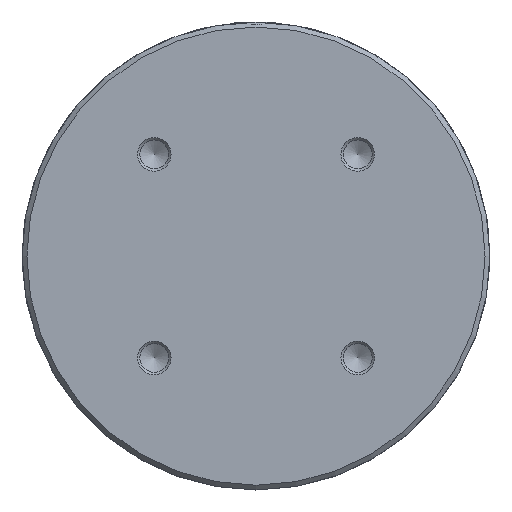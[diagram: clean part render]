
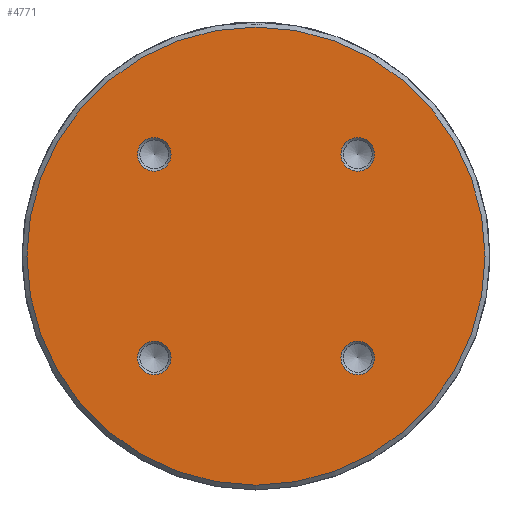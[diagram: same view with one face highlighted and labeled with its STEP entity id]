
A CAD part, front view. The second image highlights one B-rep face of the part: STEP entity #4771.
In plain terms, the highlighted face is planar.
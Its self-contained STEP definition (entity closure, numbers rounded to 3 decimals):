
#195 = DIRECTION ( 'NONE',  ( -1., 0., 0. ) ) ;
#221 = DIRECTION ( 'NONE',  ( 0., 0., -1. ) ) ;
#316 = CARTESIAN_POINT ( 'NONE',  ( 95.5, 0., 0. ) ) ;
#344 = CIRCLE ( 'NONE', #2758, 7. ) ;
#580 = EDGE_LOOP ( 'NONE', ( #4726 ) ) ;
#775 = CIRCLE ( 'NONE', #7164, 7. ) ;
#975 = CIRCLE ( 'NONE', #2103, 95.5 ) ;
#1293 = AXIS2_PLACEMENT_3D ( 'NONE', #1723, #5852, #2295 ) ;
#1522 = DIRECTION ( 'NONE',  ( 0., 0., 1. ) ) ;
#1614 = CIRCLE ( 'NONE', #1293, 7. ) ;
#1723 = CARTESIAN_POINT ( 'NONE',  ( 42.426, 42.426, 0. ) ) ;
#1781 = EDGE_CURVE ( 'NONE', #4642, #4642, #5770, .T. ) ;
#1827 = AXIS2_PLACEMENT_3D ( 'NONE', #7054, #3473, #7643 ) ;
#1887 = VERTEX_POINT ( 'NONE', #316 ) ;
#2103 = AXIS2_PLACEMENT_3D ( 'NONE', #5043, #1522, #5648 ) ;
#2295 = DIRECTION ( 'NONE',  ( 1., 0., 0. ) ) ;
#2417 = EDGE_LOOP ( 'NONE', ( #6292 ) ) ;
#2457 = DIRECTION ( 'NONE',  ( 0., 0., -1. ) ) ;
#2758 = AXIS2_PLACEMENT_3D ( 'NONE', #6020, #2457, #6622 ) ;
#2848 = AXIS2_PLACEMENT_3D ( 'NONE', #3735, #221, #4327 ) ;
#3120 = ORIENTED_EDGE ( 'NONE', *, *, #6912, .T. ) ;
#3473 = DIRECTION ( 'NONE',  ( 0., 0., 1. ) ) ;
#3715 = DIRECTION ( 'NONE',  ( 0., 0., -1. ) ) ;
#3735 = CARTESIAN_POINT ( 'NONE',  ( 0., 0., 0. ) ) ;
#3798 = CARTESIAN_POINT ( 'NONE',  ( -49.426, -42.426, 0. ) ) ;
#3866 = EDGE_LOOP ( 'NONE', ( #6102 ) ) ;
#3963 = EDGE_CURVE ( 'NONE', #1887, #1887, #975, .T. ) ;
#4166 = EDGE_CURVE ( 'NONE', #4432, #4432, #1614, .T. ) ;
#4327 = DIRECTION ( 'NONE',  ( -1., 0., 0. ) ) ;
#4419 = CARTESIAN_POINT ( 'NONE',  ( 49.426, 42.426, 0. ) ) ;
#4432 = VERTEX_POINT ( 'NONE', #4419 ) ;
#4440 = VERTEX_POINT ( 'NONE', #5058 ) ;
#4450 = CARTESIAN_POINT ( 'NONE',  ( 49.426, -42.426, 0. ) ) ;
#4642 = VERTEX_POINT ( 'NONE', #3798 ) ;
#4726 = ORIENTED_EDGE ( 'NONE', *, *, #4166, .F. ) ;
#4771 = ADVANCED_FACE ( 'NONE', ( #7313, #6665, #6572, #6488, #6479 ), #5518, .F. ) ;
#4834 = VERTEX_POINT ( 'NONE', #4450 ) ;
#4994 = ORIENTED_EDGE ( 'NONE', *, *, #1781, .F. ) ;
#5043 = CARTESIAN_POINT ( 'NONE',  ( 0., 0., 0. ) ) ;
#5058 = CARTESIAN_POINT ( 'NONE',  ( -49.426, 42.426, 0. ) ) ;
#5518 = PLANE ( 'NONE',  #2848 ) ;
#5648 = DIRECTION ( 'NONE',  ( 1., 0., 0. ) ) ;
#5650 = EDGE_LOOP ( 'NONE', ( #4994 ) ) ;
#5770 = CIRCLE ( 'NONE', #1827, 7. ) ;
#5852 = DIRECTION ( 'NONE',  ( 0., 0., 1. ) ) ;
#6020 = CARTESIAN_POINT ( 'NONE',  ( 42.426, -42.426, 0. ) ) ;
#6102 = ORIENTED_EDGE ( 'NONE', *, *, #6701, .T. ) ;
#6292 = ORIENTED_EDGE ( 'NONE', *, *, #3963, .T. ) ;
#6479 = FACE_OUTER_BOUND ( 'NONE', #2417, .T. ) ;
#6488 = FACE_BOUND ( 'NONE', #580, .T. ) ;
#6572 = FACE_BOUND ( 'NONE', #3866, .T. ) ;
#6622 = DIRECTION ( 'NONE',  ( 1., 0., 0. ) ) ;
#6665 = FACE_BOUND ( 'NONE', #7049, .T. ) ;
#6701 = EDGE_CURVE ( 'NONE', #4834, #4834, #344, .T. ) ;
#6912 = EDGE_CURVE ( 'NONE', #4440, #4440, #775, .T. ) ;
#7049 = EDGE_LOOP ( 'NONE', ( #3120 ) ) ;
#7054 = CARTESIAN_POINT ( 'NONE',  ( -42.426, -42.426, 0. ) ) ;
#7164 = AXIS2_PLACEMENT_3D ( 'NONE', #7282, #3715, #195 ) ;
#7282 = CARTESIAN_POINT ( 'NONE',  ( -42.426, 42.426, 0. ) ) ;
#7313 = FACE_BOUND ( 'NONE', #5650, .T. ) ;
#7643 = DIRECTION ( 'NONE',  ( -1., 0., 0. ) ) ;
